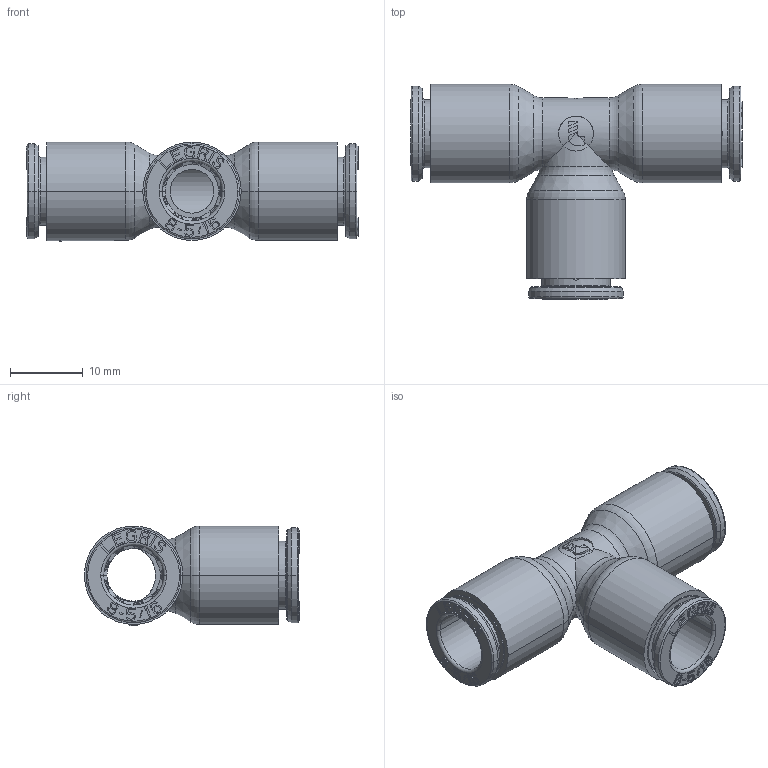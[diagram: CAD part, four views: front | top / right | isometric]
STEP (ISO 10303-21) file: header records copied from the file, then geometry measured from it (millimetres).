
FILE_DESCRIPTION(('STEP AP214'),'1');
FILE_NAME('6804_08_00.stp','2016-07-07T14:40:42',('TraceParts'),('TraceParts S.A.'),'Spatial InterOp 3D',' ',' ');
FILE_SCHEMA(('automotive_design'));
Length unit declared in the file: millimetre
Products named in the file (16): V804-08-00_ASM|Next assembly relationship#44108-19_ASM|Next assembly relationship#44108-30;44108-30; V804-08-00_ASM|Next assembly relationship#44108-19_ASM|Next assembly relationship#44108-32;44108-32; V804-08-00_ASM|Next assembly relationship#44108-19_ASM|Next assembly relationship#44108;44108; V804-08-00_ASM|Next assembly relationship#44108-19_ASM|Next assembly relationship#44108-40;44108-40; V804-08-00_ASM|Next assembly relationship#44518-04;44518-04; V804-08-00_ASM|Next assembly relationship#44108-11-10-ASM;44108-11-10-ASM
Bounding box: 45.5 x 29.5 x 13.7 mm (x, y, z)
Volume: 4129.8 mm3; surface area: 9411.2 mm2
Topology: 16 solids, 16 shells, 1983 faces, 5197 edges, 3326 vertices
Faces by surface type: plane 1200, cone 234, cylinder 211, torus 168, bspline 164, sphere 6
Entity records: 67633 total; most frequent: CARTESIAN_POINT 19127, ORIENTED_EDGE 10378, DIRECTION 9440, EDGE_CURVE 5189, LINE 3692, VECTOR 3692, VERTEX_POINT 3326, AXIS2_PLACEMENT_3D 2874
